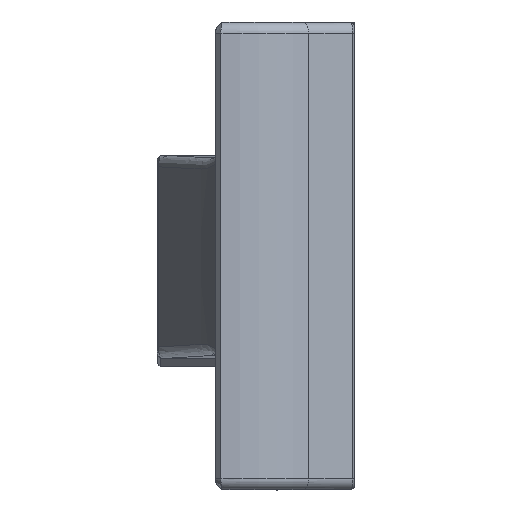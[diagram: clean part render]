
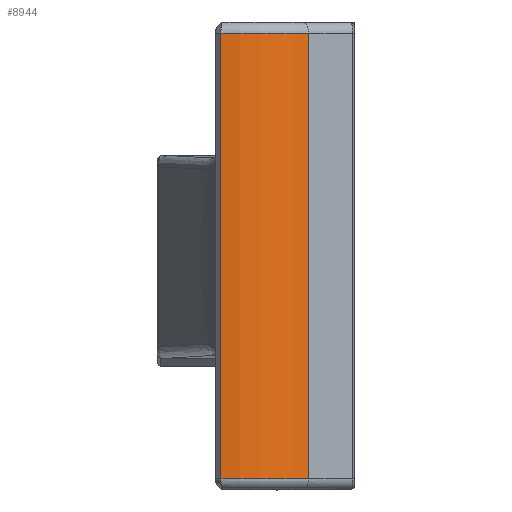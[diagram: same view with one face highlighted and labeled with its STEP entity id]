
A CAD part, top view. The second image highlights one B-rep face of the part: STEP entity #8944.
In plain terms, the highlighted cylindrical face has radius 22.994 mm (diameter 45.988 mm), a partial arc.
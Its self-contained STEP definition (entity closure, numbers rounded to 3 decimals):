
#121=CYLINDRICAL_SURFACE('',#9522,22.994);
#406=CIRCLE('',#9508,22.994);
#411=CIRCLE('',#9519,22.994);
#965=FACE_OUTER_BOUND('',#1546,.T.);
#1546=EDGE_LOOP('',(#7512,#7513,#7514,#7515));
#2443=LINE('',#14389,#3398);
#2488=LINE('',#15092,#3443);
#3398=VECTOR('',#11180,10.);
#3443=VECTOR('',#11343,10.);
#4157=VERTEX_POINT('',#14386);
#4158=VERTEX_POINT('',#14388);
#4219=VERTEX_POINT('',#15010);
#4225=VERTEX_POINT('',#15086);
#5250=EDGE_CURVE('',#4157,#4158,#2443,.T.);
#5339=EDGE_CURVE('',#4219,#4157,#406,.T.);
#5351=EDGE_CURVE('',#4158,#4225,#411,.T.);
#5354=EDGE_CURVE('',#4219,#4225,#2488,.T.);
#7512=ORIENTED_EDGE('',*,*,#5250,.F.);
#7513=ORIENTED_EDGE('',*,*,#5339,.F.);
#7514=ORIENTED_EDGE('',*,*,#5354,.T.);
#7515=ORIENTED_EDGE('',*,*,#5351,.F.);
#8944=ADVANCED_FACE('',(#965),#121,.T.);
#9508=AXIS2_PLACEMENT_3D('',#15014,#11306,#11307);
#9519=AXIS2_PLACEMENT_3D('',#15087,#11334,#11335);
#9522=AXIS2_PLACEMENT_3D('',#15091,#11341,#11342);
#11180=DIRECTION('',(0.,1.,0.));
#11306=DIRECTION('center_axis',(0.,-1.,0.));
#11307=DIRECTION('ref_axis',(0.301,0.,0.954));
#11334=DIRECTION('center_axis',(0.,1.,0.));
#11335=DIRECTION('ref_axis',(0.301,0.,0.954));
#11341=DIRECTION('center_axis',(0.,-1.,0.));
#11342=DIRECTION('ref_axis',(0.643,0.,0.766));
#11343=DIRECTION('',(0.,1.,0.));
#14386=CARTESIAN_POINT('',(90.002,-71.85,229.178));
#14388=CARTESIAN_POINT('',(90.002,8.15,229.178));
#14389=CARTESIAN_POINT('',(90.002,-31.85,229.178));
#15010=CARTESIAN_POINT('',(105.788,-71.85,223.82));
#15014=CARTESIAN_POINT('Origin',(91.008,-71.85,206.206));
#15086=CARTESIAN_POINT('',(105.788,8.15,223.82));
#15087=CARTESIAN_POINT('Origin',(91.008,8.15,206.206));
#15091=CARTESIAN_POINT('Origin',(91.008,-31.85,206.206));
#15092=CARTESIAN_POINT('',(105.788,-31.85,223.82));
